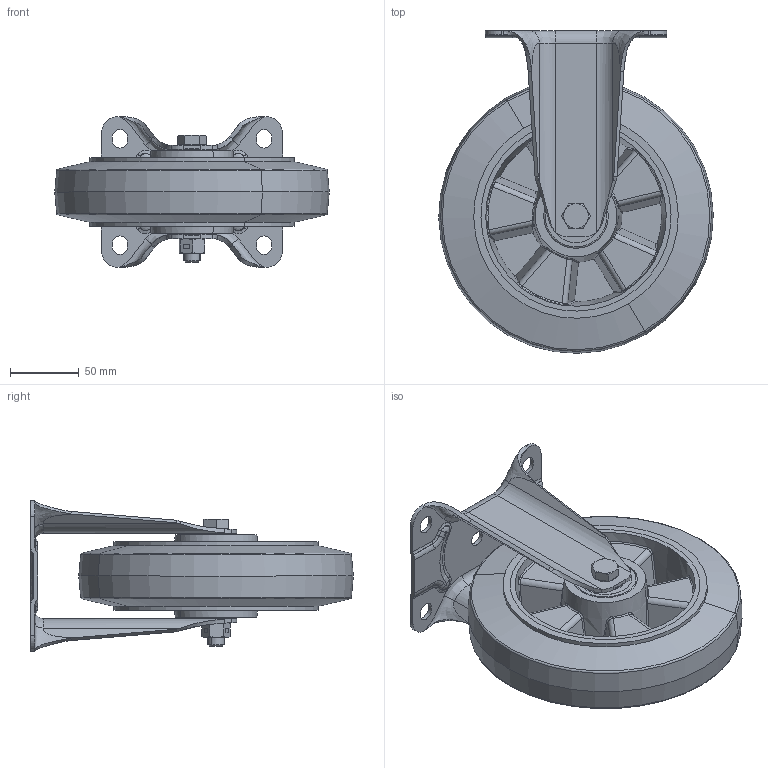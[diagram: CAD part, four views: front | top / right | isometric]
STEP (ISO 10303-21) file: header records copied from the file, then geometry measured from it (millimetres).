
FILE_DESCRIPTION (( 'STEP AP214' ), '1' );
FILE_NAME ('0055809.step', '2023-03-20T13:12:39', ( '' ), ( '' ), 'SwSTEP 2.0', 'SolidWorks 2020', '' );
FILE_SCHEMA (( 'AUTOMOTIVE_DESIGN' ));
Length unit declared in the file: millimetre
Products named in the file (1): 0055809
Bounding box: 199.98 x 234.99 x 110 mm (x, y, z)
Surface area: 233012.3 mm2 (no closed solid volume)
Topology: 0 solids, 15 shells, 444 faces, 1149 edges, 705 vertices
Faces by surface type: bspline 184, plane 111, cylinder 89, cone 32, torus 28
Entity records: 31668 total; most frequent: CARTESIAN_POINT 17282, ORIENTED_EDGE 2108, DIRECTION 1725, EDGE_CURVE 1149, VERTEX_POINT 705, AXIS2_PLACEMENT_3D 686, EDGE_LOOP 472, UNCERTAINTY_MEASURE_WITH_UNIT 446
